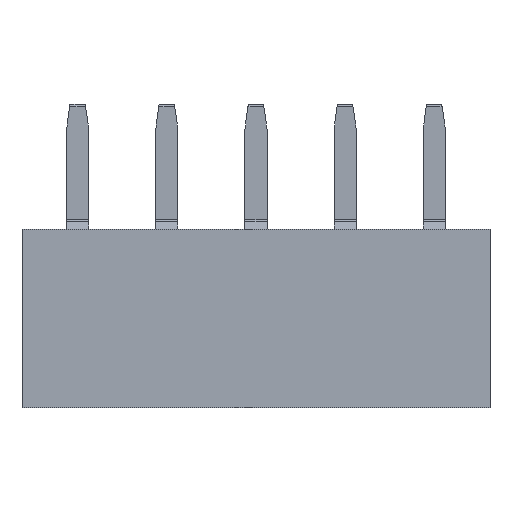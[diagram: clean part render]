
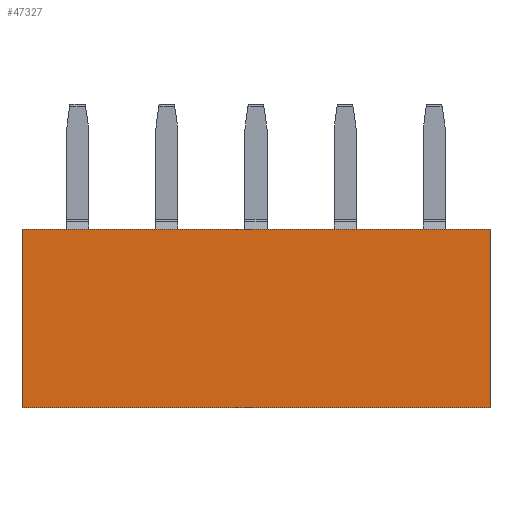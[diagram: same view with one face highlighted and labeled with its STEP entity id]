
A CAD part, left-side view. The second image highlights one B-rep face of the part: STEP entity #47327.
In plain terms, the highlighted planar face has unit normal (-1, 0, 0).
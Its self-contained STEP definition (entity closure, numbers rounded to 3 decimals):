
#40308 = PLANE('',#40309);
#40309 = AXIS2_PLACEMENT_3D('',#40310,#40311,#40312);
#40310 = CARTESIAN_POINT('',(0.996,1.246,-5.6));
#40311 = DIRECTION('',(0.,0.,-1.));
#40312 = DIRECTION('',(1.,0.,0.));
#40892 = PLANE('',#40893);
#40893 = AXIS2_PLACEMENT_3D('',#40894,#40895,#40896);
#40894 = CARTESIAN_POINT('',(0.996,-9.254,-3.61));
#40895 = DIRECTION('',(0.,-1.,0.));
#40896 = DIRECTION('',(-1.,0.,0.));
#41063 = PLANE('',#41064);
#41064 = AXIS2_PLACEMENT_3D('',#41065,#41066,#41067);
#41065 = CARTESIAN_POINT('',(0.996,1.246,-3.61));
#41066 = DIRECTION('',(0.,-1.,0.));
#41067 = DIRECTION('',(-1.,0.,0.));
#47256 = VERTEX_POINT('',#47257);
#47257 = CARTESIAN_POINT('',(-1.254,-9.254,-5.6));
#47278 = EDGE_CURVE('',#47279,#47256,#47281,.T.);
#47279 = VERTEX_POINT('',#47280);
#47280 = CARTESIAN_POINT('',(-1.254,1.246,-5.6));
#47281 = SURFACE_CURVE('',#47282,(#47286,#47293),.PCURVE_S1.);
#47282 = LINE('',#47283,#47284);
#47283 = CARTESIAN_POINT('',(-1.254,1.246,-5.6));
#47284 = VECTOR('',#47285,1.);
#47285 = DIRECTION('',(0.,-1.,0.));
#47286 = PCURVE('',#40308,#47287);
#47287 = DEFINITIONAL_REPRESENTATION('',(#47288),#47292);
#47288 = LINE('',#47289,#47290);
#47289 = CARTESIAN_POINT('',(-2.25,0.));
#47290 = VECTOR('',#47291,1.);
#47291 = DIRECTION('',(0.,1.));
#47292 = ( GEOMETRIC_REPRESENTATION_CONTEXT(2) 
PARAMETRIC_REPRESENTATION_CONTEXT() REPRESENTATION_CONTEXT('2D SPACE',''
  ) );
#47293 = PCURVE('',#47294,#47299);
#47294 = PLANE('',#47295);
#47295 = AXIS2_PLACEMENT_3D('',#47296,#47297,#47298);
#47296 = CARTESIAN_POINT('',(-1.254,1.246,-3.6));
#47297 = DIRECTION('',(-1.,0.,0.));
#47298 = DIRECTION('',(0.,0.,-1.));
#47299 = DEFINITIONAL_REPRESENTATION('',(#47300),#47304);
#47300 = LINE('',#47301,#47302);
#47301 = CARTESIAN_POINT('',(2.,0.));
#47302 = VECTOR('',#47303,1.);
#47303 = DIRECTION('',(0.,1.));
#47304 = ( GEOMETRIC_REPRESENTATION_CONTEXT(2) 
PARAMETRIC_REPRESENTATION_CONTEXT() REPRESENTATION_CONTEXT('2D SPACE',''
  ) );
#47327 = ADVANCED_FACE('',(#47328),#47294,.T.);
#47328 = FACE_BOUND('',#47329,.T.);
#47329 = EDGE_LOOP('',(#47330,#47353,#47381,#47402));
#47330 = ORIENTED_EDGE('',*,*,#47331,.T.);
#47331 = EDGE_CURVE('',#47256,#47332,#47334,.T.);
#47332 = VERTEX_POINT('',#47333);
#47333 = CARTESIAN_POINT('',(-1.254,-9.254,-1.6));
#47334 = SURFACE_CURVE('',#47335,(#47339,#47346),.PCURVE_S1.);
#47335 = LINE('',#47336,#47337);
#47336 = CARTESIAN_POINT('',(-1.254,-9.254,-5.6));
#47337 = VECTOR('',#47338,1.);
#47338 = DIRECTION('',(0.,0.,1.));
#47339 = PCURVE('',#47294,#47340);
#47340 = DEFINITIONAL_REPRESENTATION('',(#47341),#47345);
#47341 = LINE('',#47342,#47343);
#47342 = CARTESIAN_POINT('',(2.,10.5));
#47343 = VECTOR('',#47344,1.);
#47344 = DIRECTION('',(-1.,0.));
#47345 = ( GEOMETRIC_REPRESENTATION_CONTEXT(2) 
PARAMETRIC_REPRESENTATION_CONTEXT() REPRESENTATION_CONTEXT('2D SPACE',''
  ) );
#47346 = PCURVE('',#40892,#47347);
#47347 = DEFINITIONAL_REPRESENTATION('',(#47348),#47352);
#47348 = LINE('',#47349,#47350);
#47349 = CARTESIAN_POINT('',(2.25,1.99));
#47350 = VECTOR('',#47351,1.);
#47351 = DIRECTION('',(0.,-1.));
#47352 = ( GEOMETRIC_REPRESENTATION_CONTEXT(2) 
PARAMETRIC_REPRESENTATION_CONTEXT() REPRESENTATION_CONTEXT('2D SPACE',''
  ) );
#47353 = ORIENTED_EDGE('',*,*,#47354,.F.);
#47354 = EDGE_CURVE('',#47355,#47332,#47357,.T.);
#47355 = VERTEX_POINT('',#47356);
#47356 = CARTESIAN_POINT('',(-1.254,1.246,-1.6));
#47357 = SURFACE_CURVE('',#47358,(#47362,#47369),.PCURVE_S1.);
#47358 = LINE('',#47359,#47360);
#47359 = CARTESIAN_POINT('',(-1.254,1.246,-1.6));
#47360 = VECTOR('',#47361,1.);
#47361 = DIRECTION('',(0.,-1.,0.));
#47362 = PCURVE('',#47294,#47363);
#47363 = DEFINITIONAL_REPRESENTATION('',(#47364),#47368);
#47364 = LINE('',#47365,#47366);
#47365 = CARTESIAN_POINT('',(-2.,0.));
#47366 = VECTOR('',#47367,1.);
#47367 = DIRECTION('',(0.,1.));
#47368 = ( GEOMETRIC_REPRESENTATION_CONTEXT(2) 
PARAMETRIC_REPRESENTATION_CONTEXT() REPRESENTATION_CONTEXT('2D SPACE',''
  ) );
#47369 = PCURVE('',#47370,#47375);
#47370 = PLANE('',#47371);
#47371 = AXIS2_PLACEMENT_3D('',#47372,#47373,#47374);
#47372 = CARTESIAN_POINT('',(-1.037,1.246,-1.6));
#47373 = DIRECTION('',(0.,0.,1.));
#47374 = DIRECTION('',(-1.,0.,0.));
#47375 = DEFINITIONAL_REPRESENTATION('',(#47376),#47380);
#47376 = LINE('',#47377,#47378);
#47377 = CARTESIAN_POINT('',(0.217,0.));
#47378 = VECTOR('',#47379,1.);
#47379 = DIRECTION('',(0.,1.));
#47380 = ( GEOMETRIC_REPRESENTATION_CONTEXT(2) 
PARAMETRIC_REPRESENTATION_CONTEXT() REPRESENTATION_CONTEXT('2D SPACE',''
  ) );
#47381 = ORIENTED_EDGE('',*,*,#47382,.F.);
#47382 = EDGE_CURVE('',#47279,#47355,#47383,.T.);
#47383 = SURFACE_CURVE('',#47384,(#47388,#47395),.PCURVE_S1.);
#47384 = LINE('',#47385,#47386);
#47385 = CARTESIAN_POINT('',(-1.254,1.246,-5.6));
#47386 = VECTOR('',#47387,1.);
#47387 = DIRECTION('',(0.,0.,1.));
#47388 = PCURVE('',#47294,#47389);
#47389 = DEFINITIONAL_REPRESENTATION('',(#47390),#47394);
#47390 = LINE('',#47391,#47392);
#47391 = CARTESIAN_POINT('',(2.,0.));
#47392 = VECTOR('',#47393,1.);
#47393 = DIRECTION('',(-1.,0.));
#47394 = ( GEOMETRIC_REPRESENTATION_CONTEXT(2) 
PARAMETRIC_REPRESENTATION_CONTEXT() REPRESENTATION_CONTEXT('2D SPACE',''
  ) );
#47395 = PCURVE('',#41063,#47396);
#47396 = DEFINITIONAL_REPRESENTATION('',(#47397),#47401);
#47397 = LINE('',#47398,#47399);
#47398 = CARTESIAN_POINT('',(2.25,1.99));
#47399 = VECTOR('',#47400,1.);
#47400 = DIRECTION('',(0.,-1.));
#47401 = ( GEOMETRIC_REPRESENTATION_CONTEXT(2) 
PARAMETRIC_REPRESENTATION_CONTEXT() REPRESENTATION_CONTEXT('2D SPACE',''
  ) );
#47402 = ORIENTED_EDGE('',*,*,#47278,.T.);
